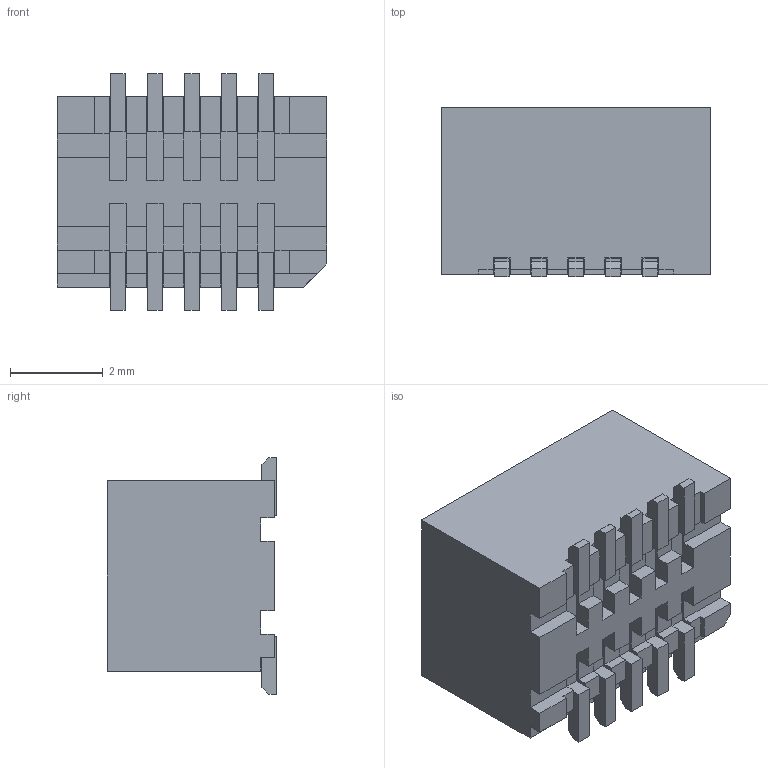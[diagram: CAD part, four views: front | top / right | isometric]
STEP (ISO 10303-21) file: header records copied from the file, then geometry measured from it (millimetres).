
FILE_DESCRIPTION((''),'2;1');
FILE_NAME('533071071','2016-10-03T',('rlalsangi'),(''),'PRO/ENGINEER BY PARAMETRIC TECHNOLOGY CORPORATION, 2012310','PRO/ENGINEER BY PARAMETRIC TECHNOLOGY CORPORATION, 2012310','');
FILE_SCHEMA(('CONFIG_CONTROL_DESIGN'));
Length unit declared in the file: millimetre
Products named in the file (1): 533071071
Bounding box: 5.8 x 3.65 x 5.1 mm (x, y, z)
Volume: 50.4 mm3; surface area: 235.5 mm2
Topology: 1 solids, 1 shells, 477 faces, 1398 edges, 934 vertices
Faces by surface type: plane 477
Entity records: 15437 total; most frequent: CARTESIAN_POINT 2770, ORIENTED_EDGE 2716, DIRECTION 2354, VECTOR 1398, LINE 1398, EDGE_CURVE 1358, VERTEX_POINT 894, EDGE_LOOP 488
